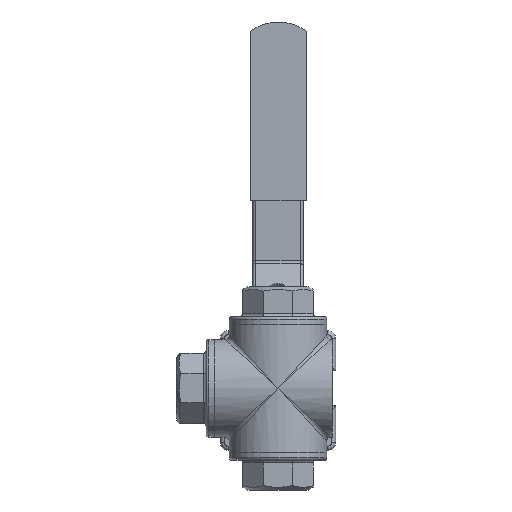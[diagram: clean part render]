
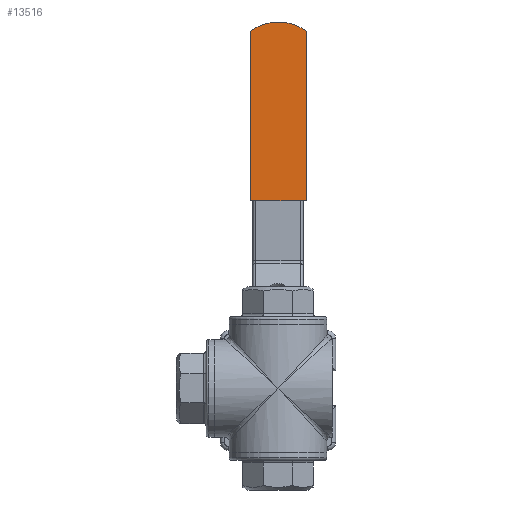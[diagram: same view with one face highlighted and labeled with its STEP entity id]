
A CAD part, front view. The second image highlights one B-rep face of the part: STEP entity #13516.
In plain terms, the highlighted face is planar.
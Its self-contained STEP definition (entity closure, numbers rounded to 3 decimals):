
#1636=LINE('',#40377,#2817);
#1637=LINE('',#40380,#2818);
#1638=LINE('',#40384,#2819);
#2817=VECTOR('',#16823,1000.);
#2818=VECTOR('',#16824,1000.);
#2819=VECTOR('',#16827,1000.);
#6167=ORIENTED_EDGE('',*,*,#8705,.F.);
#6168=ORIENTED_EDGE('',*,*,#8706,.F.);
#6169=ORIENTED_EDGE('',*,*,#8707,.F.);
#6170=ORIENTED_EDGE('',*,*,#8708,.F.);
#8705=EDGE_CURVE('',#10202,#10203,#1636,.T.);
#8706=EDGE_CURVE('',#10204,#10202,#1637,.T.);
#8707=EDGE_CURVE('',#10205,#10204,#10632,.T.);
#8708=EDGE_CURVE('',#10203,#10205,#1638,.T.);
#10202=VERTEX_POINT('',#40378);
#10203=VERTEX_POINT('',#40379);
#10204=VERTEX_POINT('',#40381);
#10205=VERTEX_POINT('',#40383);
#10632=CIRCLE('',#14387,17.);
#11407=EDGE_LOOP('',(#6167,#6168,#6169,#6170));
#12292=FACE_BOUND('',#11407,.T.);
#12872=PLANE('',#14386);
#13516=ADVANCED_FACE('',(#12292),#12872,.T.);
#14386=AXIS2_PLACEMENT_3D('',#40376,#16821,#16822);
#14387=AXIS2_PLACEMENT_3D('',#40382,#16825,#16826);
#16821=DIRECTION('',(0.,0.,-1.));
#16822=DIRECTION('',(-1.,0.,0.));
#16823=DIRECTION('',(0.,-1.,0.));
#16824=DIRECTION('',(-1.,0.,0.));
#16825=DIRECTION('',(0.,0.,1.));
#16826=DIRECTION('',(-1.,0.,0.));
#16827=DIRECTION('',(1.,0.,0.));
#40376=CARTESIAN_POINT('',(56.003,-18.777,0.));
#40377=CARTESIAN_POINT('',(7.003,-8.527,0.));
#40378=CARTESIAN_POINT('',(7.003,-8.527,0.));
#40379=CARTESIAN_POINT('',(7.003,-29.027,0.));
#40380=CARTESIAN_POINT('',(7.003,-8.527,0.));
#40381=CARTESIAN_POINT('',(69.566,-8.527,0.));
#40382=CARTESIAN_POINT('',(56.003,-18.777,0.));
#40383=CARTESIAN_POINT('',(69.566,-29.027,0.));
#40384=CARTESIAN_POINT('',(7.003,-29.027,0.));
